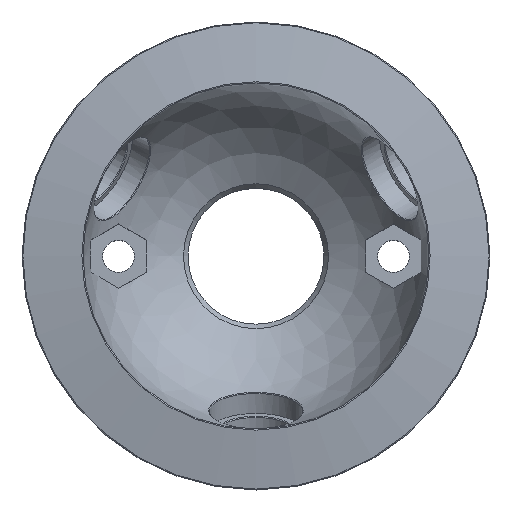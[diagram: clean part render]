
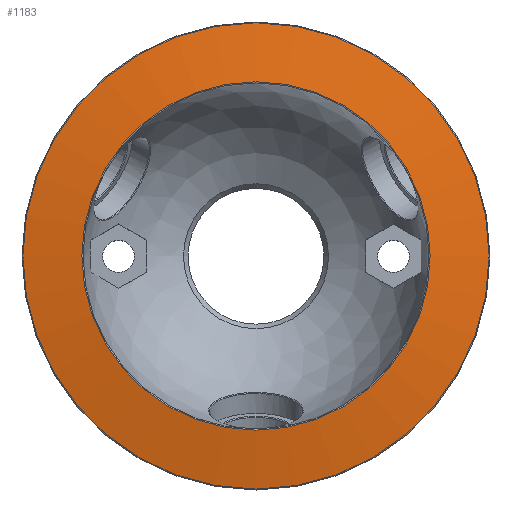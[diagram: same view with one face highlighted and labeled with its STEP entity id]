
A CAD part, top view. The second image highlights one B-rep face of the part: STEP entity #1183.
In plain terms, the highlighted conical face has half-angle 80 degrees and reference radius 20.486 mm.
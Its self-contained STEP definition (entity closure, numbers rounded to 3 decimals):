
#16=CONICAL_SURFACE('',#1316,20.486,1.396);
#79=LINE('',#2830,#146);
#146=VECTOR('',#1551,20.5);
#249=FACE_OUTER_BOUND('',#325,.T.);
#325=EDGE_LOOP('',(#954,#955,#956,#957,#958,#959));
#459=CIRCLE('',#1313,23.417);
#461=CIRCLE('',#1315,23.417);
#462=CIRCLE('',#1317,17.493);
#463=CIRCLE('',#1318,17.493);
#552=VERTEX_POINT('',#2821);
#553=VERTEX_POINT('',#2822);
#554=VERTEX_POINT('',#2827);
#555=VERTEX_POINT('',#2828);
#696=EDGE_CURVE('',#552,#553,#459,.T.);
#698=EDGE_CURVE('',#553,#552,#461,.T.);
#699=EDGE_CURVE('',#554,#555,#462,.T.);
#700=EDGE_CURVE('',#554,#552,#79,.T.);
#701=EDGE_CURVE('',#555,#554,#463,.T.);
#954=ORIENTED_EDGE('',*,*,#699,.F.);
#955=ORIENTED_EDGE('',*,*,#700,.T.);
#956=ORIENTED_EDGE('',*,*,#698,.F.);
#957=ORIENTED_EDGE('',*,*,#696,.F.);
#958=ORIENTED_EDGE('',*,*,#700,.F.);
#959=ORIENTED_EDGE('',*,*,#701,.F.);
#1183=ADVANCED_FACE('',(#249),#16,.T.);
#1313=AXIS2_PLACEMENT_3D('',#2823,#1541,#1542);
#1315=AXIS2_PLACEMENT_3D('',#2825,#1545,#1546);
#1316=AXIS2_PLACEMENT_3D('',#2826,#1547,#1548);
#1317=AXIS2_PLACEMENT_3D('',#2829,#1549,#1550);
#1318=AXIS2_PLACEMENT_3D('',#2831,#1552,#1553);
#1541=DIRECTION('center_axis',(0.,0.,-1.));
#1542=DIRECTION('ref_axis',(-1.,0.,0.));
#1545=DIRECTION('center_axis',(0.,0.,-1.));
#1546=DIRECTION('ref_axis',(-1.,0.,0.));
#1547=DIRECTION('center_axis',(0.,0.,
-1.));
#1548=DIRECTION('ref_axis',(-1.,0.,0.));
#1549=DIRECTION('center_axis',(0.,0.,1.));
#1550=DIRECTION('ref_axis',(-1.,0.,0.));
#1551=DIRECTION('',(0.985,0.,-0.174));
#1552=DIRECTION('center_axis',(0.,0.,1.));
#1553=DIRECTION('ref_axis',(-1.,0.,0.));
#2821=CARTESIAN_POINT('',(23.417,0.,31.296));
#2822=CARTESIAN_POINT('',(-23.417,0.,31.296));
#2823=CARTESIAN_POINT('Origin',(0.,0.,
31.296));
#2825=CARTESIAN_POINT('Origin',(0.,0.,
31.296));
#2826=CARTESIAN_POINT('Origin',(0.,0.,
31.812));
#2827=CARTESIAN_POINT('',(17.493,0.,32.34));
#2828=CARTESIAN_POINT('',(-17.493,0.,32.34));
#2829=CARTESIAN_POINT('Origin',(0.,0.,
32.34));
#2830=CARTESIAN_POINT('',(20.486,0.,31.812));
#2831=CARTESIAN_POINT('Origin',(0.,0.,
32.34));
